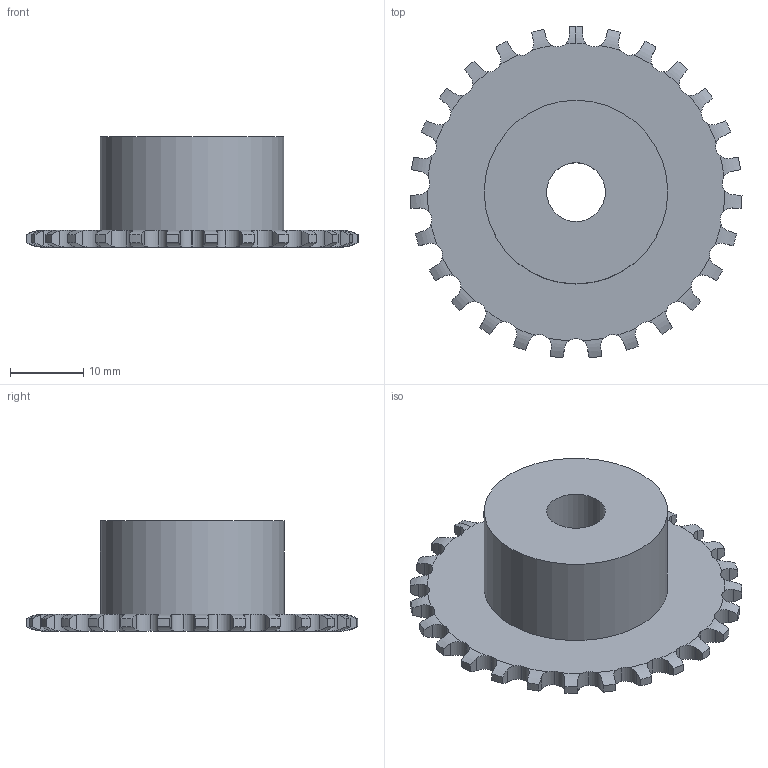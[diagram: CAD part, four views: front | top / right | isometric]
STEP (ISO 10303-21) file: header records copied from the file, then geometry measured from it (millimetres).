
FILE_DESCRIPTION(('FreeCAD Model'),'2;1');
FILE_NAME('Open CASCADE Shape Model','2021-02-24T19:09:02',('Author'),( ''),'Open CASCADE STEP processor 7.4','FreeCAD','Unknown');
FILE_SCHEMA(('AUTOMOTIVE_DESIGN { 1 0 10303 214 1 1 1 1 }'));
Length unit declared in the file: millimetre
Products named in the file (1): Hole
Bounding box: 45.19 x 45.13 x 15 mm (x, y, z)
Volume: 8657.1 mm3; surface area: 4521.2 mm2
Topology: 1 solids, 1 shells, 250 faces, 741 edges, 494 vertices
Faces by surface type: cylinder 137, plane 57, revolution 56
Full cylindrical faces by diameter (mm): 8 x1, 25 x1
Entity records: 25620 total; most frequent: CARTESIAN_POINT 12006, DIRECTION 2221, ORIENTED_EDGE 1482, PCURVE 1482, DEFINITIONAL_REPRESENTATION 1482, LINE 1127, VECTOR 1127, EDGE_CURVE 741
